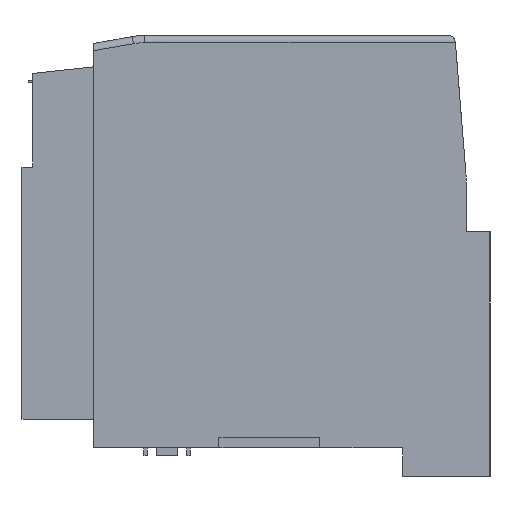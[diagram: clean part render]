
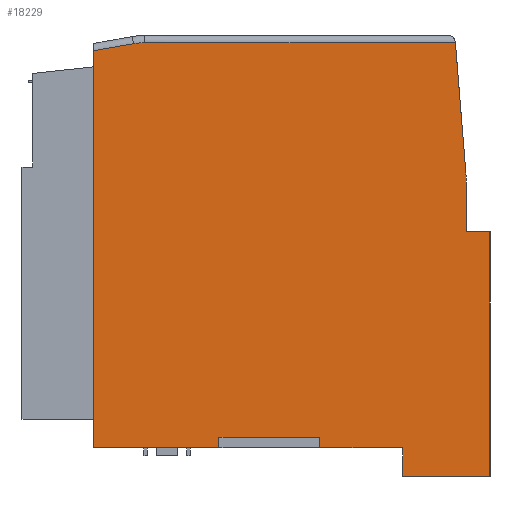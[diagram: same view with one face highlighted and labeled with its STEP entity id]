
A CAD part, left-side view. The second image highlights one B-rep face of the part: STEP entity #18229.
In plain terms, the highlighted planar face has unit normal (-1, 0, 0).
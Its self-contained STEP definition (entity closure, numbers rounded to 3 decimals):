
#74 = VECTOR ( 'NONE', #1727, 1000. ) ;
#191 = VECTOR ( 'NONE', #5612, 1000. ) ;
#222 = DIRECTION ( 'NONE',  ( 0., -1., 0. ) ) ;
#279 = ORIENTED_EDGE ( 'NONE', *, *, #30099, .T. ) ;
#379 = CARTESIAN_POINT ( 'NONE',  ( -44.35, -5.55, 1.5 ) ) ;
#512 = DIRECTION ( 'NONE',  ( 1., 0., 0. ) ) ;
#753 = CARTESIAN_POINT ( 'NONE',  ( -44.35, -29.25, -4. ) ) ;
#1352 = CARTESIAN_POINT ( 'NONE',  ( -44.35, 25.95, 55.235 ) ) ;
#1559 = DIRECTION ( 'NONE',  ( 0., 0., -1. ) ) ;
#1647 = CIRCLE ( 'NONE', #8011, 9. ) ;
#1727 = DIRECTION ( 'NONE',  ( 0., 0., -1. ) ) ;
#2020 = EDGE_CURVE ( 'NONE', #28895, #3938, #5458, .T. ) ;
#2052 = ORIENTED_EDGE ( 'NONE', *, *, #7552, .F. ) ;
#2607 = ORIENTED_EDGE ( 'NONE', *, *, #7456, .F. ) ;
#2667 = VERTEX_POINT ( 'NONE', #27426 ) ;
#2797 = DIRECTION ( 'NONE',  ( 0., 0., 1. ) ) ;
#3129 = VECTOR ( 'NONE', #28011, 1000. ) ;
#3375 = ORIENTED_EDGE ( 'NONE', *, *, #7641, .F. ) ;
#3845 = LINE ( 'NONE', #13956, #3129 ) ;
#3938 = VERTEX_POINT ( 'NONE', #25219 ) ;
#4514 = CARTESIAN_POINT ( 'NONE',  ( -44.35, -5.95, 36.791 ) ) ;
#4544 = VECTOR ( 'NONE', #10450, 1000. ) ;
#4880 = ORIENTED_EDGE ( 'NONE', *, *, #6535, .T. ) ;
#5019 = ORIENTED_EDGE ( 'NONE', *, *, #7272, .F. ) ;
#5458 = LINE ( 'NONE', #5828, #11347 ) ;
#5612 = DIRECTION ( 'NONE',  ( 0., 1., 0. ) ) ;
#5828 = CARTESIAN_POINT ( 'NONE',  ( -44.35, -24.35, 57.35 ) ) ;
#5834 = CARTESIAN_POINT ( 'NONE',  ( -44.35, -25.95, 57.35 ) ) ;
#6254 = AXIS2_PLACEMENT_3D ( 'NONE', #5834, #512, #17203 ) ;
#6380 = LINE ( 'NONE', #15486, #74 ) ;
#6514 = CARTESIAN_POINT ( 'NONE',  ( -44.35, -5.55, 0. ) ) ;
#6535 = EDGE_CURVE ( 'NONE', #28895, #2667, #19204, .T. ) ;
#6590 = PLANE ( 'NONE',  #6254 ) ;
#6672 = EDGE_CURVE ( 'NONE', #2667, #20006, #1647, .T. ) ;
#6757 = CIRCLE ( 'NONE', #17418, 20. ) ;
#6808 = EDGE_CURVE ( 'NONE', #20006, #20626, #10928, .T. ) ;
#6849 = CARTESIAN_POINT ( 'NONE',  ( -44.35, -24.773, 64.091 ) ) ;
#6898 = EDGE_CURVE ( 'NONE', #20626, #14651, #27562, .T. ) ;
#6921 = DIRECTION ( 'NONE',  ( 0., 0., -1. ) ) ;
#6994 = VERTEX_POINT ( 'NONE', #9984 ) ;
#6996 = EDGE_CURVE ( 'NONE', #14020, #10456, #14724, .T. ) ;
#7046 = EDGE_CURVE ( 'NONE', #27601, #14020, #3845, .T. ) ;
#7083 = EDGE_CURVE ( 'NONE', #27601, #10314, #27535, .T. ) ;
#7272 = EDGE_CURVE ( 'NONE', #6994, #25584, #20607, .T. ) ;
#7456 = EDGE_CURVE ( 'NONE', #24016, #6994, #17248, .T. ) ;
#7552 = EDGE_CURVE ( 'NONE', #10086, #24016, #6380, .T. ) ;
#7599 = EDGE_CURVE ( 'NONE', #10086, #29193, #22384, .T. ) ;
#7641 = EDGE_CURVE ( 'NONE', #9046, #29193, #13093, .T. ) ;
#7688 = EDGE_CURVE ( 'NONE', #9046, #3938, #6757, .T. ) ;
#7745 = FACE_OUTER_BOUND ( 'NONE', #27303, .T. ) ;
#7996 = CARTESIAN_POINT ( 'NONE',  ( -44.35, -29.25, 30.05 ) ) ;
#8011 = AXIS2_PLACEMENT_3D ( 'NONE', #29829, #15838, #1559 ) ;
#8335 = VECTOR ( 'NONE', #8933, 1000. ) ;
#8767 = CARTESIAN_POINT ( 'NONE',  ( -44.35, 25.95, 0. ) ) ;
#8803 = CARTESIAN_POINT ( 'NONE',  ( -44.35, 8.45, 1.5 ) ) ;
#8933 = DIRECTION ( 'NONE',  ( 0., 0., -1. ) ) ;
#9046 = VERTEX_POINT ( 'NONE', #26705 ) ;
#9111 = CARTESIAN_POINT ( 'NONE',  ( -44.35, -25.95, 0. ) ) ;
#9433 = CARTESIAN_POINT ( 'NONE',  ( -44.35, 8.45, 0. ) ) ;
#9572 = CARTESIAN_POINT ( 'NONE',  ( -44.35, 25.95, 57.35 ) ) ;
#9984 = CARTESIAN_POINT ( 'NONE',  ( -44.35, -17.09, -4. ) ) ;
#10086 = VERTEX_POINT ( 'NONE', #7996 ) ;
#10191 = VECTOR ( 'NONE', #25824, 1000. ) ;
#10314 = VERTEX_POINT ( 'NONE', #6514 ) ;
#10450 = DIRECTION ( 'NONE',  ( 0., 1., 0. ) ) ;
#10456 = VERTEX_POINT ( 'NONE', #9433 ) ;
#10928 = LINE ( 'NONE', #6849, #10191 ) ;
#11347 = VECTOR ( 'NONE', #20095, 1000. ) ;
#11415 = CARTESIAN_POINT ( 'NONE',  ( -44.35, -29.25, 30.05 ) ) ;
#12070 = DIRECTION ( 'NONE',  ( 0., 0., -1. ) ) ;
#13093 = LINE ( 'NONE', #16326, #19446 ) ;
#13118 = ORIENTED_EDGE ( 'NONE', *, *, #6996, .F. ) ;
#13956 = CARTESIAN_POINT ( 'NONE',  ( -44.35, 0., 1.5 ) ) ;
#14020 = VERTEX_POINT ( 'NONE', #8803 ) ;
#14517 = CARTESIAN_POINT ( 'NONE',  ( -44.35, -25.95, 0. ) ) ;
#14621 = VECTOR ( 'NONE', #21196, 1000. ) ;
#14651 = VERTEX_POINT ( 'NONE', #8767 ) ;
#14724 = LINE ( 'NONE', #21922, #8335 ) ;
#15067 = VECTOR ( 'NONE', #25812, 1000. ) ;
#15258 = ORIENTED_EDGE ( 'NONE', *, *, #7599, .T. ) ;
#15486 = CARTESIAN_POINT ( 'NONE',  ( -44.35, -29.25, 30.05 ) ) ;
#15838 = DIRECTION ( 'NONE',  ( -1., 0., 0. ) ) ;
#16004 = CARTESIAN_POINT ( 'NONE',  ( -44.35, -17.09, 0. ) ) ;
#16016 = ORIENTED_EDGE ( 'NONE', *, *, #2020, .F. ) ;
#16115 = VECTOR ( 'NONE', #27872, 1000. ) ;
#16326 = CARTESIAN_POINT ( 'NONE',  ( -44.35, -25.95, 57.35 ) ) ;
#16377 = VECTOR ( 'NONE', #222, 1000. ) ;
#17124 = LINE ( 'NONE', #14517, #16377 ) ;
#17203 = DIRECTION ( 'NONE',  ( 0., 0., -1. ) ) ;
#17248 = LINE ( 'NONE', #19837, #4544 ) ;
#17418 = AXIS2_PLACEMENT_3D ( 'NONE', #4514, #21197, #6921 ) ;
#17507 = CARTESIAN_POINT ( 'NONE',  ( -44.35, -25.95, 56.35 ) ) ;
#17582 = CARTESIAN_POINT ( 'NONE',  ( -44.35, -24.431, 56.35 ) ) ;
#18229 = ADVANCED_FACE ( 'NONE', ( #7745 ), #6590, .F. ) ;
#18833 = CARTESIAN_POINT ( 'NONE',  ( -44.35, 20.332, 56.216 ) ) ;
#19204 = LINE ( 'NONE', #17507, #191 ) ;
#19446 = VECTOR ( 'NONE', #30184, 1000. ) ;
#19833 = ORIENTED_EDGE ( 'NONE', *, *, #7046, .F. ) ;
#19837 = CARTESIAN_POINT ( 'NONE',  ( -44.35, -17.09, -4. ) ) ;
#20006 = VERTEX_POINT ( 'NONE', #18833 ) ;
#20095 = DIRECTION ( 'NONE',  ( 0., -0.081, -0.997 ) ) ;
#20607 = LINE ( 'NONE', #26405, #26794 ) ;
#20626 = VERTEX_POINT ( 'NONE', #1352 ) ;
#21196 = DIRECTION ( 'NONE',  ( 0., -1., 0. ) ) ;
#21197 = DIRECTION ( 'NONE',  ( -1., 0., 0. ) ) ;
#21922 = CARTESIAN_POINT ( 'NONE',  ( -44.35, 8.45, 1.5 ) ) ;
#22384 = LINE ( 'NONE', #11415, #16115 ) ;
#23653 = ORIENTED_EDGE ( 'NONE', *, *, #7688, .T. ) ;
#24016 = VERTEX_POINT ( 'NONE', #753 ) ;
#25081 = ORIENTED_EDGE ( 'NONE', *, *, #6672, .T. ) ;
#25219 = CARTESIAN_POINT ( 'NONE',  ( -44.35, -25.885, 38.406 ) ) ;
#25584 = VERTEX_POINT ( 'NONE', #16004 ) ;
#25812 = DIRECTION ( 'NONE',  ( 0., 0., -1. ) ) ;
#25824 = DIRECTION ( 'NONE',  ( 0., 0.985, -0.172 ) ) ;
#26231 = ORIENTED_EDGE ( 'NONE', *, *, #6808, .T. ) ;
#26405 = CARTESIAN_POINT ( 'NONE',  ( -44.35, -17.09, -4. ) ) ;
#26705 = CARTESIAN_POINT ( 'NONE',  ( -44.35, -25.95, 36.791 ) ) ;
#26794 = VECTOR ( 'NONE', #2797, 1000. ) ;
#26858 = VECTOR ( 'NONE', #12070, 1000. ) ;
#26904 = CARTESIAN_POINT ( 'NONE',  ( -44.35, -25.95, 30.05 ) ) ;
#27098 = LINE ( 'NONE', #9111, #14621 ) ;
#27303 = EDGE_LOOP ( 'NONE', ( #16016, #4880, #25081, #26231, #29630, #279, #13118, #19833, #29758, #28973, #5019, #2607, #2052, #15258, #3375, #23653 ) ) ;
#27426 = CARTESIAN_POINT ( 'NONE',  ( -44.35, 18.784, 56.35 ) ) ;
#27535 = LINE ( 'NONE', #30383, #15067 ) ;
#27562 = LINE ( 'NONE', #9572, #26858 ) ;
#27601 = VERTEX_POINT ( 'NONE', #379 ) ;
#27872 = DIRECTION ( 'NONE',  ( 0., 1., 0. ) ) ;
#28011 = DIRECTION ( 'NONE',  ( 0., 1., 0. ) ) ;
#28895 = VERTEX_POINT ( 'NONE', #17582 ) ;
#28973 = ORIENTED_EDGE ( 'NONE', *, *, #29526, .T. ) ;
#29193 = VERTEX_POINT ( 'NONE', #26904 ) ;
#29526 = EDGE_CURVE ( 'NONE', #10314, #25584, #27098, .T. ) ;
#29630 = ORIENTED_EDGE ( 'NONE', *, *, #6898, .T. ) ;
#29758 = ORIENTED_EDGE ( 'NONE', *, *, #7083, .T. ) ;
#29829 = CARTESIAN_POINT ( 'NONE',  ( -44.35, 18.784, 47.35 ) ) ;
#30099 = EDGE_CURVE ( 'NONE', #14651, #10456, #17124, .T. ) ;
#30184 = DIRECTION ( 'NONE',  ( 0., 0., -1. ) ) ;
#30383 = CARTESIAN_POINT ( 'NONE',  ( -44.35, -5.55, 1.5 ) ) ;
